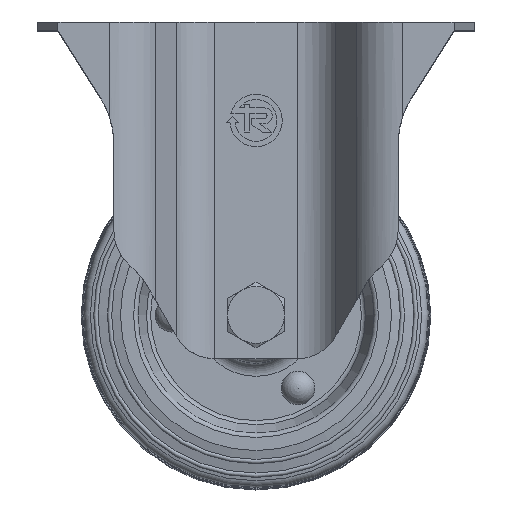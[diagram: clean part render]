
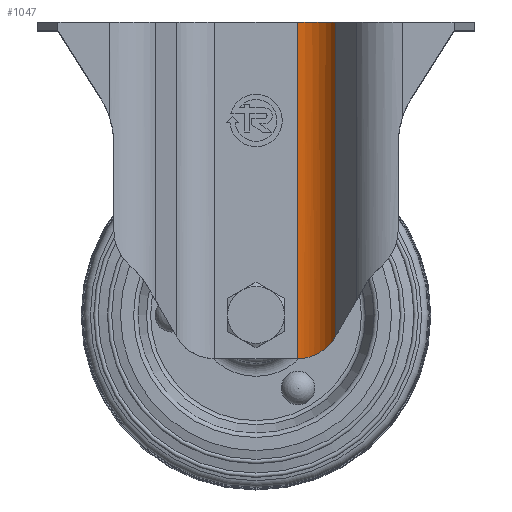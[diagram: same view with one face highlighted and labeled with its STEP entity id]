
A CAD part, top view. The second image highlights one B-rep face of the part: STEP entity #1047.
In plain terms, the highlighted cylindrical face has radius 10 mm (diameter 20 mm), a partial arc.
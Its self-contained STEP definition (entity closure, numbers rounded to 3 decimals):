
#1047 = ADVANCED_FACE( '', ( #2155 ), #2156, .F. );
#2155 = FACE_OUTER_BOUND( '', #3257, .T. );
#2156 = CYLINDRICAL_SURFACE( '', #3258, 10. );
#3257 = EDGE_LOOP( '', ( #5934, #5935, #5936, #5937, #5938 ) );
#3258 = AXIS2_PLACEMENT_3D( '', #5939, #5940, #5941 );
#5934 = ORIENTED_EDGE( '', *, *, #6684, .F. );
#5935 = ORIENTED_EDGE( '', *, *, #7132, .T. );
#5936 = ORIENTED_EDGE( '', *, *, #6377, .T. );
#5937 = ORIENTED_EDGE( '', *, *, #7006, .F. );
#5938 = ORIENTED_EDGE( '', *, *, #6928, .T. );
#5939 = CARTESIAN_POINT( '', ( 9.475, -77., 33. ) );
#5940 = DIRECTION( '', ( 0., -1., 0. ) );
#5941 = DIRECTION( '', ( 0., 0., 1. ) );
#6377 = EDGE_CURVE( '', #7629, #7627, #7630, .T. );
#6684 = EDGE_CURVE( '', #8126, #8127, #8128, .F. );
#6928 = EDGE_CURVE( '', #8462, #8127, #8465, .F. );
#7006 = EDGE_CURVE( '', #8462, #7627, #8563, .T. );
#7132 = EDGE_CURVE( '', #8126, #7629, #8712, .T. );
#7627 = VERTEX_POINT( '', #9393 );
#7629 = VERTEX_POINT( '', #9396 );
#7630 = CIRCLE( '', #9397, 10. );
#8126 = VERTEX_POINT( '', #10092 );
#8127 = VERTEX_POINT( '', #10093 );
#8128 = ELLIPSE( '', #10094, 19.9, 10. );
#8462 = VERTEX_POINT( '', #10704 );
#8465 = ELLIPSE( '', #10721, 14.142, 10. );
#8563 = LINE( '', #10864, #10865 );
#8712 = LINE( '', #11065, #11066 );
#9393 = CARTESIAN_POINT( '', ( 9.475, 0., 23. ) );
#9396 = CARTESIAN_POINT( '', ( 18.135, 0., 28. ) );
#9397 = AXIS2_PLACEMENT_3D( '', #11466, #11467, #11468 );
#10092 = CARTESIAN_POINT( '', ( 18.135, -72., 28. ) );
#10093 = CARTESIAN_POINT( '', ( 18.121, -72.025, 27.975 ) );
#10094 = AXIS2_PLACEMENT_3D( '', #11870, #11871, #11872 );
#10704 = CARTESIAN_POINT( '', ( 9.475, -77., 23. ) );
#10721 = AXIS2_PLACEMENT_3D( '', #12102, #12103, #12104 );
#10864 = CARTESIAN_POINT( '', ( 9.475, -77., 23. ) );
#10865 = VECTOR( '', #12178, 1000. );
#11065 = CARTESIAN_POINT( '', ( 18.135, -77., 28. ) );
#11066 = VECTOR( '', #12317, 1000. );
#11466 = CARTESIAN_POINT( '', ( 9.475, 0., 33. ) );
#11467 = DIRECTION( '', ( 0., 1., 0. ) );
#11468 = DIRECTION( '', ( 1., 0., 0. ) );
#11870 = CARTESIAN_POINT( '', ( 9.475, -86.9, 33. ) );
#11871 = DIRECTION( '', ( 0.865, -0.503, 0. ) );
#11872 = DIRECTION( '', ( 0.503, 0.865, 0. ) );
#12102 = CARTESIAN_POINT( '', ( 9.475, -67., 33. ) );
#12103 = DIRECTION( '', ( 0., 0.707, -0.707 ) );
#12104 = DIRECTION( '', ( 0., 0.707, 0.707 ) );
#12178 = DIRECTION( '', ( 0., 1., 0. ) );
#12317 = DIRECTION( '', ( 0., 1., 0. ) );
